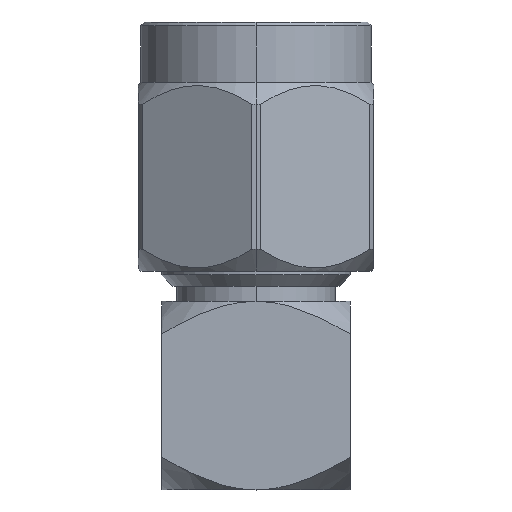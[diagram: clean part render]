
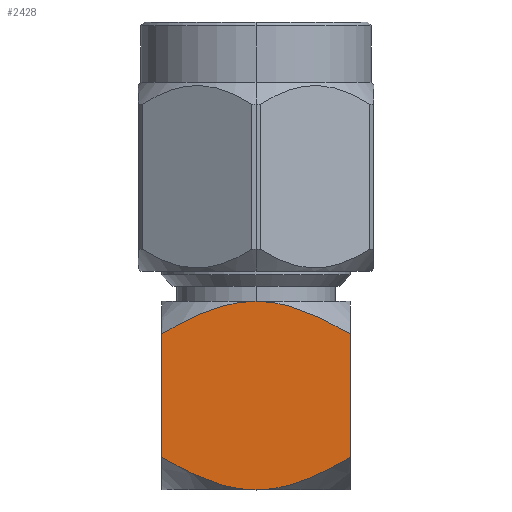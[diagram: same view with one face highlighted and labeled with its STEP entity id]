
A CAD part, left-side view. The second image highlights one B-rep face of the part: STEP entity #2428.
In plain terms, the highlighted planar face has unit normal (-1, 0, 0).
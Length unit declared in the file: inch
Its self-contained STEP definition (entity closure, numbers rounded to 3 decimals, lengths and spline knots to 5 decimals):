
#86 = CARTESIAN_POINT ( 'NONE',  ( -0.125, 0., 0.125 ) ) ;
#172 = CARTESIAN_POINT ( 'NONE',  ( -0.125, 0.10583, 0.09293 ) ) ;
#176 = VERTEX_POINT ( 'NONE', #2038 ) ;
#326 = CARTESIAN_POINT ( 'NONE',  ( -0.125, 0., -0.125 ) ) ;
#481 = ORIENTED_EDGE ( 'NONE', *, *, #4899, .F. ) ;
#496 = CARTESIAN_POINT ( 'NONE',  ( -0.125, 0.02225, -0.12372 ) ) ;
#590 = CARTESIAN_POINT ( 'NONE',  ( -0.125, 0.04426, 0.11898 ) ) ;
#626 = CARTESIAN_POINT ( 'NONE',  ( -0.125, 0.01111, 0.125 ) ) ;
#631 = CARTESIAN_POINT ( 'NONE',  ( -0.125, -0.125, -0.08155 ) ) ;
#649 = CARTESIAN_POINT ( 'NONE',  ( -0.125, 0.02225, 0.12372 ) ) ;
#737 = VECTOR ( 'NONE', #3091, 39.37008 ) ;
#827 = CARTESIAN_POINT ( 'NONE',  ( -0.125, 0.08597, -0.10353 ) ) ;
#959 = AXIS2_PLACEMENT_3D ( 'NONE', #3666, #2417, #1486 ) ;
#1148 = CARTESIAN_POINT ( 'NONE',  ( -0.125, -0.05485, -0.11561 ) ) ;
#1310 = VERTEX_POINT ( 'NONE', #631 ) ;
#1316 = EDGE_LOOP ( 'NONE', ( #6059, #2378, #2010, #2528, #4518, #481 ) ) ;
#1357 = CARTESIAN_POINT ( 'NONE',  ( -0.125, 0.125, 0.08155 ) ) ;
#1486 = DIRECTION ( 'NONE',  ( 0., 0., -1. ) ) ;
#1576 = CARTESIAN_POINT ( 'NONE',  ( -0.125, 0.125, -0.08155 ) ) ;
#1609 = EDGE_CURVE ( 'NONE', #3858, #176, #1894, .T. ) ;
#1610 = CARTESIAN_POINT ( 'NONE',  ( -0.125, -0.02237, -0.1237 ) ) ;
#1618 = CARTESIAN_POINT ( 'NONE',  ( -0.125, -0.125, 0.125 ) ) ;
#1635 = CARTESIAN_POINT ( 'NONE',  ( -0.125, 0., -0.125 ) ) ;
#1781 = CARTESIAN_POINT ( 'NONE',  ( -0.125, 0.04426, -0.11898 ) ) ;
#1894 = B_SPLINE_CURVE_WITH_KNOTS ( 'NONE', 3,
 ( #5960, #3639, #4591, #5421, #5912, #4083, #5008, #3086 ),
 .UNSPECIFIED., .F., .F.,
 ( 4, 2, 2, 4 ),
 ( 0.01173, 0.01258, 0.01342, 0.01512 ),
 .UNSPECIFIED. ) ;
#1931 = VERTEX_POINT ( 'NONE', #1576 ) ;
#2010 = ORIENTED_EDGE ( 'NONE', *, *, #1609, .F. ) ;
#2012 = CARTESIAN_POINT ( 'NONE',  ( -0.125, 0.125, 0.08155 ) ) ;
#2038 = CARTESIAN_POINT ( 'NONE',  ( -0.125, -0.125, 0.08155 ) ) ;
#2039 = EDGE_CURVE ( 'NONE', #6027, #1931, #3759, .T. ) ;
#2245 = PLANE ( 'NONE',  #959 ) ;
#2378 = ORIENTED_EDGE ( 'NONE', *, *, #3494, .F. ) ;
#2417 = DIRECTION ( 'NONE',  ( 1., 0., 0. ) ) ;
#2428 = ADVANCED_FACE ( 'NONE', ( #4265 ), #2245, .F. ) ;
#2504 = VECTOR ( 'NONE', #3588, 39.37008 ) ;
#2528 = ORIENTED_EDGE ( 'NONE', *, *, #3921, .F. ) ;
#2608 = CARTESIAN_POINT ( 'NONE',  ( -0.125, 0., -0.125 ) ) ;
#2688 = B_SPLINE_CURVE_WITH_KNOTS ( 'NONE', 3,
 ( #326, #3283, #496, #1781, #2700, #827, #5532, #3182 ),
 .UNSPECIFIED., .F., .F.,
 ( 4, 2, 2, 4 ),
 ( 0.00698, 0.00783, 0.00868, 0.01037 ),
 .UNSPECIFIED. ) ;
#2700 = CARTESIAN_POINT ( 'NONE',  ( -0.125, 0.05487, -0.1156 ) ) ;
#2794 = B_SPLINE_CURVE_WITH_KNOTS ( 'NONE', 3,
 ( #5444, #5833, #3464, #1148, #3030, #1610, #3508, #2608 ),
 .UNSPECIFIED., .F., .F.,
 ( 4, 2, 2, 4 ),
 ( 0.00359, 0.00528, 0.00613, 0.00698 ),
 .UNSPECIFIED. ) ;
#2891 = VERTEX_POINT ( 'NONE', #1635 ) ;
#2956 = CARTESIAN_POINT ( 'NONE',  ( -0.125, 0.05487, 0.1156 ) ) ;
#3030 = CARTESIAN_POINT ( 'NONE',  ( -0.125, -0.04426, -0.11897 ) ) ;
#3086 = CARTESIAN_POINT ( 'NONE',  ( -0.125, -0.125, 0.08155 ) ) ;
#3091 = DIRECTION ( 'NONE',  ( 0., 0., -1. ) ) ;
#3094 = CARTESIAN_POINT ( 'NONE',  ( -0.125, 0.125, 0.125 ) ) ;
#3182 = CARTESIAN_POINT ( 'NONE',  ( -0.125, 0.125, -0.08155 ) ) ;
#3283 = CARTESIAN_POINT ( 'NONE',  ( -0.125, 0.01111, -0.125 ) ) ;
#3446 = CARTESIAN_POINT ( 'NONE',  ( -0.125, 0.08597, 0.10353 ) ) ;
#3464 = CARTESIAN_POINT ( 'NONE',  ( -0.125, -0.08595, -0.10354 ) ) ;
#3494 = EDGE_CURVE ( 'NONE', #176, #1310, #3523, .T. ) ;
#3508 = CARTESIAN_POINT ( 'NONE',  ( -0.125, -0.01111, -0.125 ) ) ;
#3523 = LINE ( 'NONE', #1618, #737 ) ;
#3588 = DIRECTION ( 'NONE',  ( 0., 0., -1. ) ) ;
#3639 = CARTESIAN_POINT ( 'NONE',  ( -0.125, -0.01111, 0.125 ) ) ;
#3666 = CARTESIAN_POINT ( 'NONE',  ( -0.125, -0.125, 0.125 ) ) ;
#3759 = LINE ( 'NONE', #3094, #2504 ) ;
#3858 = VERTEX_POINT ( 'NONE', #86 ) ;
#3921 = EDGE_CURVE ( 'NONE', #6027, #3858, #5400, .T. ) ;
#4083 = CARTESIAN_POINT ( 'NONE',  ( -0.125, -0.08595, 0.10354 ) ) ;
#4128 = EDGE_CURVE ( 'NONE', #1310, #2891, #2794, .T. ) ;
#4265 = FACE_OUTER_BOUND ( 'NONE', #1316, .T. ) ;
#4518 = ORIENTED_EDGE ( 'NONE', *, *, #2039, .T. ) ;
#4591 = CARTESIAN_POINT ( 'NONE',  ( -0.125, -0.02237, 0.1237 ) ) ;
#4899 = EDGE_CURVE ( 'NONE', #2891, #1931, #2688, .T. ) ;
#5008 = CARTESIAN_POINT ( 'NONE',  ( -0.125, -0.10583, 0.09293 ) ) ;
#5400 = B_SPLINE_CURVE_WITH_KNOTS ( 'NONE', 3,
 ( #2012, #172, #3446, #2956, #590, #649, #626, #5722 ),
 .UNSPECIFIED., .F., .F.,
 ( 4, 2, 2, 4 ),
 ( 0.00835, 0.01004, 0.01089, 0.01173 ),
 .UNSPECIFIED. ) ;
#5421 = CARTESIAN_POINT ( 'NONE',  ( -0.125, -0.04426, 0.11897 ) ) ;
#5444 = CARTESIAN_POINT ( 'NONE',  ( -0.125, -0.125, -0.08155 ) ) ;
#5532 = CARTESIAN_POINT ( 'NONE',  ( -0.125, 0.10583, -0.09293 ) ) ;
#5722 = CARTESIAN_POINT ( 'NONE',  ( -0.125, 0., 0.125 ) ) ;
#5833 = CARTESIAN_POINT ( 'NONE',  ( -0.125, -0.10583, -0.09293 ) ) ;
#5912 = CARTESIAN_POINT ( 'NONE',  ( -0.125, -0.05485, 0.11561 ) ) ;
#5960 = CARTESIAN_POINT ( 'NONE',  ( -0.125, 0., 0.125 ) ) ;
#6027 = VERTEX_POINT ( 'NONE', #1357 ) ;
#6059 = ORIENTED_EDGE ( 'NONE', *, *, #4128, .F. ) ;
